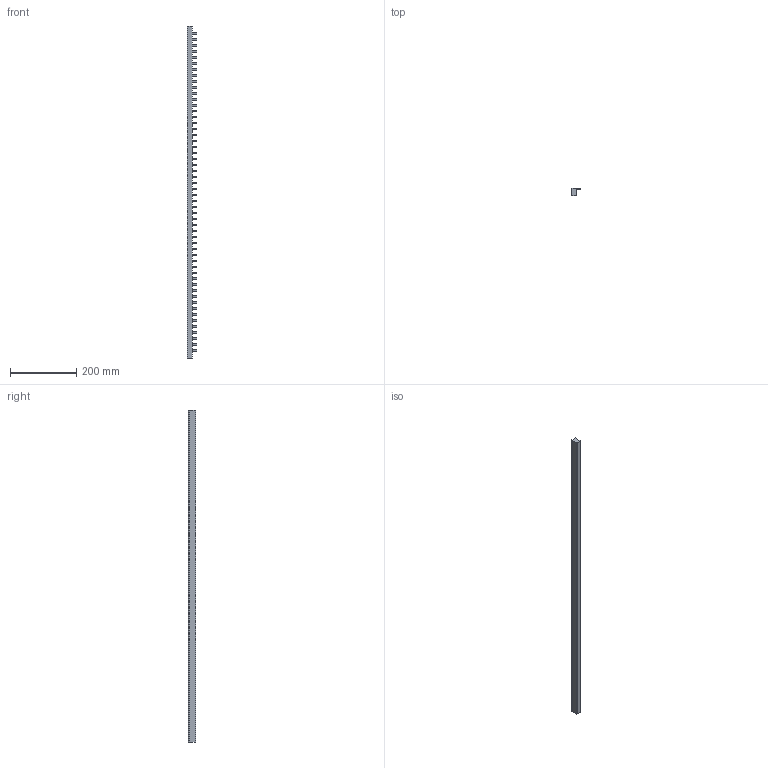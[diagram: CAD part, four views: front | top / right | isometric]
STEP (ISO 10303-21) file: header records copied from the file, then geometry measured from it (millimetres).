
FILE_DESCRIPTION((''),'2;1');
FILE_NAME('PRT0001','2022-03-19T',('Administrator'),(''),'PRO/ENGINEER BY PARAMETRIC TECHNOLOGY CORPORATION, 2013230','PRO/ENGINEER BY PARAMETRIC TECHNOLOGY CORPORATION, 2013230','');
FILE_SCHEMA(('CONFIG_CONTROL_DESIGN'));
Length unit declared in the file: millimetre
Products named in the file (1): PRT0001
Bounding box: 30 x 22 x 1000 mm (x, y, z)
Volume: 333859.7 mm3; surface area: 83499.2 mm2
Topology: 1 solids, 1 shells, 607 faces, 1653 edges, 1102 vertices
Faces by surface type: plane 388, cylinder 219
Entity records: 19223 total; most frequent: CARTESIAN_POINT 3362, ORIENTED_EDGE 3306, DIRECTION 3305, EDGE_CURVE 1653, VECTOR 1215, LINE 1215, VERTEX_POINT 1102, AXIS2_PLACEMENT_3D 1045
